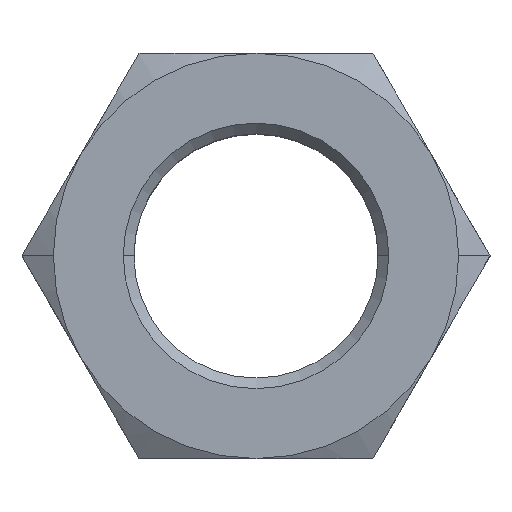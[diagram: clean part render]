
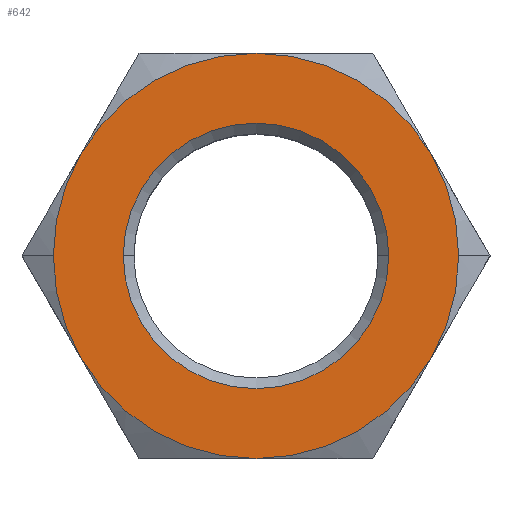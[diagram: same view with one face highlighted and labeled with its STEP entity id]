
A CAD part, top view. The second image highlights one B-rep face of the part: STEP entity #642.
In plain terms, the highlighted planar face has unit normal (0, 0, 1).
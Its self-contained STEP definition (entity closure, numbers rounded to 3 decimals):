
#153=CARTESIAN_POINT('',(7.994,0.,23.391));
#154=VERTEX_POINT('',#153);
#163=CARTESIAN_POINT('',(9.266,4.75,23.391));
#164=VERTEX_POINT('',#163);
#165=CARTESIAN_POINT('',(17.494,0.,23.391));
#166=DIRECTION('',(0.0,0.0,1.0));
#167=DIRECTION('',(1.0,0.0,0.0));
#168=AXIS2_PLACEMENT_3D('',#165,#166,#167);
#169=CIRCLE('',#168,9.5);
#170=EDGE_CURVE('',#164,#154,#169,.T.);
#195=CARTESIAN_POINT('',(26.994,0.,23.391));
#196=VERTEX_POINT('',#195);
#203=CARTESIAN_POINT('',(25.721,4.75,23.391));
#204=VERTEX_POINT('',#203);
#218=CARTESIAN_POINT('',(17.494,0.,23.391));
#219=DIRECTION('',(0.0,0.0,1.0));
#220=DIRECTION('',(1.0,0.0,0.0));
#221=AXIS2_PLACEMENT_3D('',#218,#219,#220);
#222=CIRCLE('',#221,9.5);
#223=EDGE_CURVE('',#196,#204,#222,.T.);
#367=CARTESIAN_POINT('',(23.716,0.,23.391));
#368=VERTEX_POINT('',#367);
#377=CARTESIAN_POINT('',(17.494,6.223,23.391));
#378=VERTEX_POINT('',#377);
#379=CARTESIAN_POINT('',(17.494,0.0,23.391));
#380=DIRECTION('',(0.0,0.0,-1.0));
#381=DIRECTION('',(-1.0,0.0,0.0));
#382=AXIS2_PLACEMENT_3D('',#379,#380,#381);
#383=CIRCLE('',#382,6.223);
#384=EDGE_CURVE('',#378,#368,#383,.T.);
#386=CARTESIAN_POINT('',(11.271,0.,23.391));
#387=VERTEX_POINT('',#386);
#388=CARTESIAN_POINT('',(17.494,0.0,23.391));
#389=DIRECTION('',(0.0,0.0,-1.0));
#390=DIRECTION('',(-1.0,0.0,0.0));
#391=AXIS2_PLACEMENT_3D('',#388,#389,#390);
#392=CIRCLE('',#391,6.223);
#393=EDGE_CURVE('',#387,#378,#392,.T.);
#478=CARTESIAN_POINT('',(17.494,0.0,23.391));
#479=DIRECTION('',(0.0,0.0,-1.0));
#480=DIRECTION('',(-1.0,0.0,0.0));
#481=AXIS2_PLACEMENT_3D('',#478,#479,#480);
#482=CIRCLE('',#481,6.223);
#483=EDGE_CURVE('',#368,#387,#482,.T.);
#578=CARTESIAN_POINT('',(9.266,4.75,23.391));
#579=DIRECTION('',(0.0,0.0,1.0));
#580=DIRECTION('',(1.0,0.0,0.0));
#581=AXIS2_PLACEMENT_3D('',#578,#579,#580);
#582=PLANE('',#581);
#583=CARTESIAN_POINT('',(17.494,9.5,23.391));
#584=VERTEX_POINT('',#583);
#585=CARTESIAN_POINT('',(17.494,0.,23.391));
#586=DIRECTION('',(0.0,0.0,1.0));
#587=DIRECTION('',(1.0,0.0,0.0));
#588=AXIS2_PLACEMENT_3D('',#585,#586,#587);
#589=CIRCLE('',#588,9.5);
#590=EDGE_CURVE('',#204,#584,#589,.T.);
#591=ORIENTED_EDGE('',*,*,#590,.T.);
#592=CARTESIAN_POINT('',(17.494,0.,23.391));
#593=DIRECTION('',(0.0,0.0,1.0));
#594=DIRECTION('',(1.0,0.0,0.0));
#595=AXIS2_PLACEMENT_3D('',#592,#593,#594);
#596=CIRCLE('',#595,9.5);
#597=EDGE_CURVE('',#584,#164,#596,.T.);
#598=ORIENTED_EDGE('',*,*,#597,.T.);
#599=ORIENTED_EDGE('',*,*,#170,.T.);
#600=CARTESIAN_POINT('',(9.266,-4.75,23.391));
#601=VERTEX_POINT('',#600);
#602=CARTESIAN_POINT('',(17.494,0.,23.391));
#603=DIRECTION('',(0.0,0.0,1.0));
#604=DIRECTION('',(1.0,0.0,0.0));
#605=AXIS2_PLACEMENT_3D('',#602,#603,#604);
#606=CIRCLE('',#605,9.5);
#607=EDGE_CURVE('',#154,#601,#606,.T.);
#608=ORIENTED_EDGE('',*,*,#607,.T.);
#609=CARTESIAN_POINT('',(17.494,-9.5,23.391));
#610=VERTEX_POINT('',#609);
#611=CARTESIAN_POINT('',(17.494,0.,23.391));
#612=DIRECTION('',(0.0,0.0,1.0));
#613=DIRECTION('',(1.0,0.0,0.0));
#614=AXIS2_PLACEMENT_3D('',#611,#612,#613);
#615=CIRCLE('',#614,9.5);
#616=EDGE_CURVE('',#601,#610,#615,.T.);
#617=ORIENTED_EDGE('',*,*,#616,.T.);
#618=CARTESIAN_POINT('',(25.721,-4.75,23.391));
#619=VERTEX_POINT('',#618);
#620=CARTESIAN_POINT('',(17.494,0.,23.391));
#621=DIRECTION('',(0.0,0.0,1.0));
#622=DIRECTION('',(1.0,0.0,0.0));
#623=AXIS2_PLACEMENT_3D('',#620,#621,#622);
#624=CIRCLE('',#623,9.5);
#625=EDGE_CURVE('',#610,#619,#624,.T.);
#626=ORIENTED_EDGE('',*,*,#625,.T.);
#627=CARTESIAN_POINT('',(17.494,0.,23.391));
#628=DIRECTION('',(0.0,0.0,1.0));
#629=DIRECTION('',(1.0,0.0,0.0));
#630=AXIS2_PLACEMENT_3D('',#627,#628,#629);
#631=CIRCLE('',#630,9.5);
#632=EDGE_CURVE('',#619,#196,#631,.T.);
#633=ORIENTED_EDGE('',*,*,#632,.T.);
#634=ORIENTED_EDGE('',*,*,#223,.T.);
#635=EDGE_LOOP('',(#591,#598,#599,#608,#617,#626,#633,#634));
#636=FACE_OUTER_BOUND('',#635,.T.);
#637=ORIENTED_EDGE('',*,*,#384,.T.);
#638=ORIENTED_EDGE('',*,*,#483,.T.);
#639=ORIENTED_EDGE('',*,*,#393,.T.);
#640=EDGE_LOOP('',(#637,#638,#639));
#641=FACE_BOUND('',#640,.T.);
#642=ADVANCED_FACE('',(#636,#641),#582,.T.);
